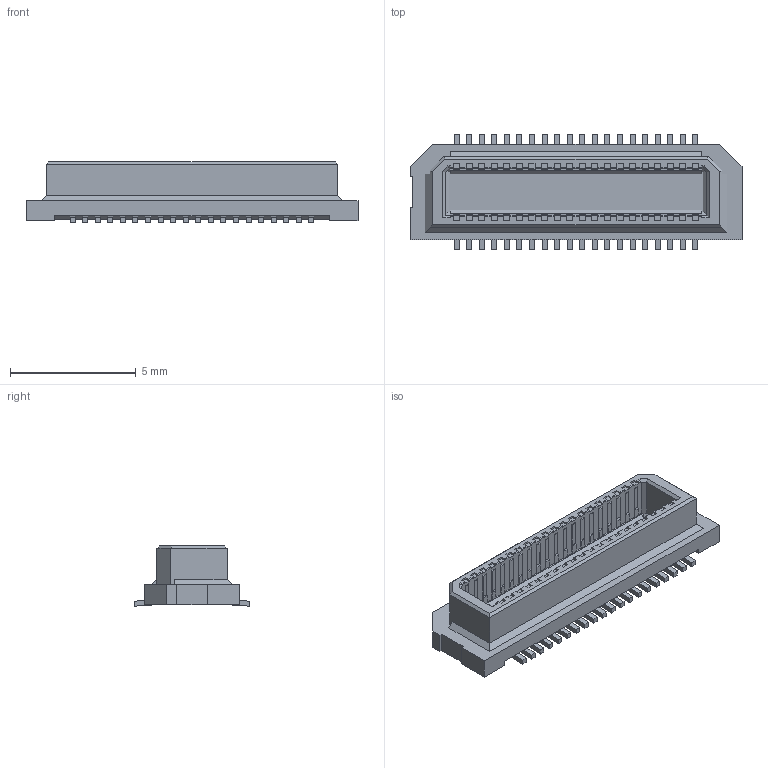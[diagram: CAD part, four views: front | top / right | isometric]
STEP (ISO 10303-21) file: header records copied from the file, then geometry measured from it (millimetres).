
FILE_DESCRIPTION (( 'STEP AP214' ), '1' );
FILE_NAME ('axk640347y.stp', '2007-11-01T03:40:17', ( '' ), ( 'PanasonicCorporation' ), '', '', '' );
FILE_SCHEMA (( 'AUTOMOTIVE_DESIGN' ));
Length unit declared in the file: millimetre
Products named in the file (1): axk640347y
Bounding box: 13.2 x 4.6 x 2.4 mm (x, y, z)
Volume: 51.3 mm3; surface area: 238.7 mm2
Topology: 1 solids, 1 shells, 1156 faces, 3156 edges, 2044 vertices
Faces by surface type: plane 1116, cylinder 40
Entity records: 35623 total; most frequent: CARTESIAN_POINT 6357, ORIENTED_EDGE 6312, DIRECTION 5550, EDGE_CURVE 3156, VECTOR 3076, LINE 3076, VERTEX_POINT 2044, AXIS2_PLACEMENT_3D 1237
